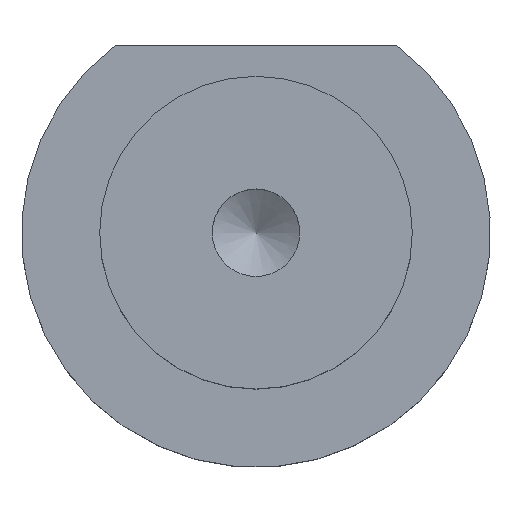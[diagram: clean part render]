
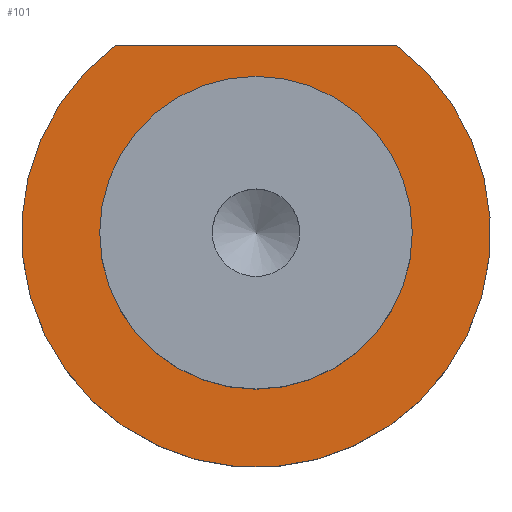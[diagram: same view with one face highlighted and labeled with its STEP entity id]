
A CAD part, top view. The second image highlights one B-rep face of the part: STEP entity #101.
In plain terms, the highlighted planar face has unit normal (0, 0, 1).
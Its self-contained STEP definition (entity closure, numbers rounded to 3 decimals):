
#101=ADVANCED_FACE('',(#245,#246),#138,.T.);
#138=PLANE('',#652);
#167=LINE('',#945,#205);
#205=VECTOR('',#745,1.);
#245=FACE_BOUND('',#278,.T.);
#246=FACE_BOUND('',#279,.T.);
#278=EDGE_LOOP('',(#336,#337));
#279=EDGE_LOOP('',(#338));
#336=ORIENTED_EDGE('',*,*,#554,.F.);
#337=ORIENTED_EDGE('',*,*,#551,.T.);
#338=ORIENTED_EDGE('',*,*,#555,.F.);
#490=VERTEX_POINT('',#937);
#491=VERTEX_POINT('',#939);
#493=VERTEX_POINT('',#947);
#551=EDGE_CURVE('',#491,#490,#629,.T.);
#554=EDGE_CURVE('',#491,#490,#167,.T.);
#555=EDGE_CURVE('',#493,#493,#631,.T.);
#629=CIRCLE('',#647,30.);
#631=CIRCLE('',#651,20.);
#647=AXIS2_PLACEMENT_3D('',#938,#736,#737);
#651=AXIS2_PLACEMENT_3D('',#946,#746,#747);
#652=AXIS2_PLACEMENT_3D('',#948,#748,#749);
#736=DIRECTION('',(0.,0.,1.));
#737=DIRECTION('',(1.,0.,0.));
#745=DIRECTION('',(1.,0.,0.));
#746=DIRECTION('',(0.,0.,1.));
#747=DIRECTION('',(1.,0.,0.));
#748=DIRECTION('',(0.,0.,1.));
#749=DIRECTION('',(1.,0.,0.));
#937=CARTESIAN_POINT('',(18.,24.,15.));
#938=CARTESIAN_POINT('',(0.,0.,15.));
#939=CARTESIAN_POINT('',(-18.,24.,15.));
#945=CARTESIAN_POINT('',(-30.,24.,15.));
#946=CARTESIAN_POINT('',(0.,0.,15.));
#947=CARTESIAN_POINT('',(20.,0.,15.));
#948=CARTESIAN_POINT('',(20.,0.,15.));
